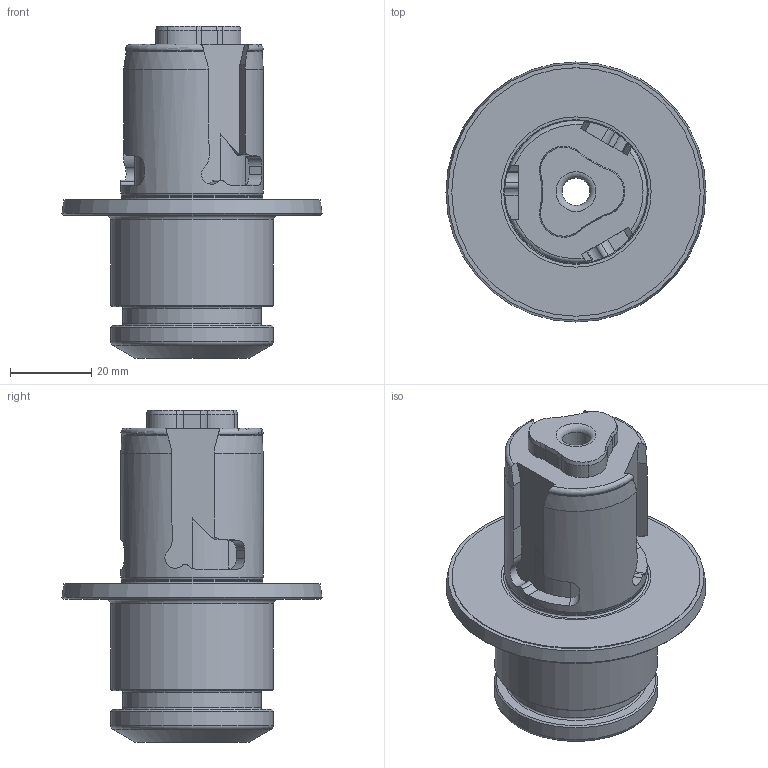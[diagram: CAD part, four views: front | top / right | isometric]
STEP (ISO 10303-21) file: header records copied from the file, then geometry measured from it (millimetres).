
FILE_DESCRIPTION(/* description */ (''),/* implementation_level */ '2;1');
FILE_NAME(/* name */ '835004251.stp',/* time_stamp */ '2022-05-10T15:05:52',/* author */ ('LRA'),/* organization */ ('REGO-FIX'),/* preprocessor_version */ ' Unknown',/* originating_system */ 'SIEMENS PLM Software Solid Edge ST10',/* authorization */ 'Unknown');
FILE_SCHEMA (('AUTOMOTIVE_DESIGN { 1 0 10303 214 2 1 1}'));
Length unit declared in the file: millimetre
Products named in the file (1): 0023747
Bounding box: 63.86 x 63.86 x 81.5 mm (x, y, z)
Volume: 56723.5 mm3; surface area: 21683.8 mm2
Topology: 1 solids, 1 shells, 133 faces, 340 edges, 216 vertices
Faces by surface type: plane 45, cylinder 41, cone 24, torus 14, bspline 9
Full cylindrical faces by diameter (mm): 6.8 x1, 25 x1, 34 x1, 34.6 x1, 35 x1, 40 x2, 61 x1
Entity records: 4699 total; most frequent: CARTESIAN_POINT 1668, DIRECTION 617, ORIENTED_EDGE 616, EDGE_CURVE 308, AXIS2_PLACEMENT_3D 244, VERTEX_POINT 209, EDGE_LOOP 167, FACE_BOUND 167
